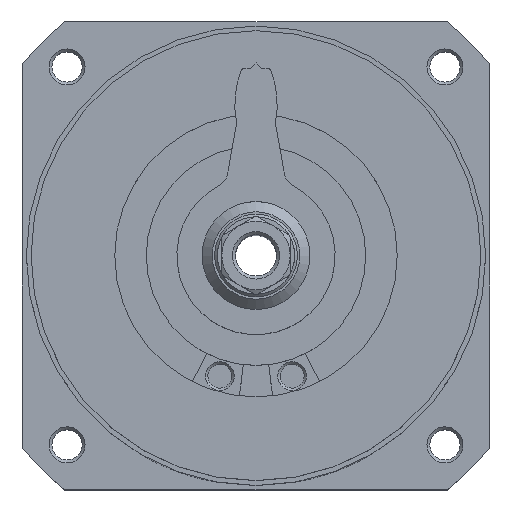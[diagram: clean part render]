
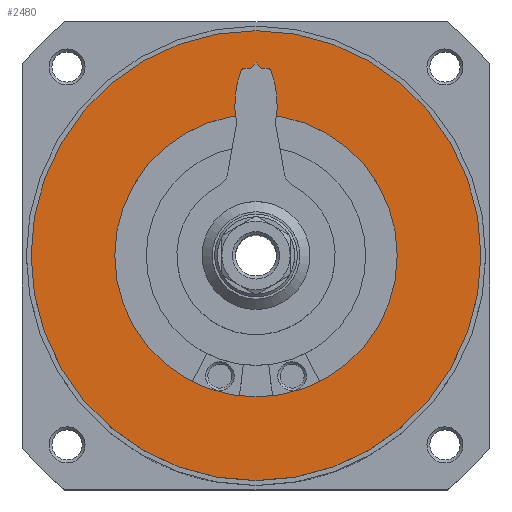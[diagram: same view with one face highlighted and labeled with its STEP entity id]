
A CAD part, top view. The second image highlights one B-rep face of the part: STEP entity #2480.
In plain terms, the highlighted face is planar.
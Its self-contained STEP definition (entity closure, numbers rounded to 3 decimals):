
#116=PLANE('',#2738);
#466=ORIENTED_EDGE('',*,*,#1036,.F.);
#467=ORIENTED_EDGE('',*,*,#1037,.T.);
#1036=EDGE_CURVE('',#1331,#1331,#1569,.T.);
#1037=EDGE_CURVE('',#1332,#1332,#1570,.T.);
#1331=VERTEX_POINT('',#4082);
#1332=VERTEX_POINT('',#4084);
#1569=CIRCLE('',#2739,62.5);
#1570=CIRCLE('',#2740,39.25);
#1776=EDGE_LOOP('',(#466));
#1777=EDGE_LOOP('',(#467));
#2107=FACE_BOUND('',#1776,.T.);
#2108=FACE_BOUND('',#1777,.T.);
#2480=ADVANCED_FACE('',(#2107,#2108),#116,.F.);
#2738=AXIS2_PLACEMENT_3D('',#4080,#3195,#3196);
#2739=AXIS2_PLACEMENT_3D('',#4081,#3197,#3198);
#2740=AXIS2_PLACEMENT_3D('',#4083,#3199,#3200);
#3195=DIRECTION('',(1.,0.,0.));
#3196=DIRECTION('',(0.,0.,-1.));
#3197=DIRECTION('',(1.,0.,0.));
#3198=DIRECTION('',(0.,0.,-1.));
#3199=DIRECTION('',(1.,0.,0.));
#3200=DIRECTION('',(0.,0.,-1.));
#4080=CARTESIAN_POINT('',(-69.,0.,0.));
#4081=CARTESIAN_POINT('',(-69.,0.,0.));
#4082=CARTESIAN_POINT('',(-69.,0.,-62.5));
#4083=CARTESIAN_POINT('',(-69.,0.,0.));
#4084=CARTESIAN_POINT('',(-69.,0.,-39.25));
